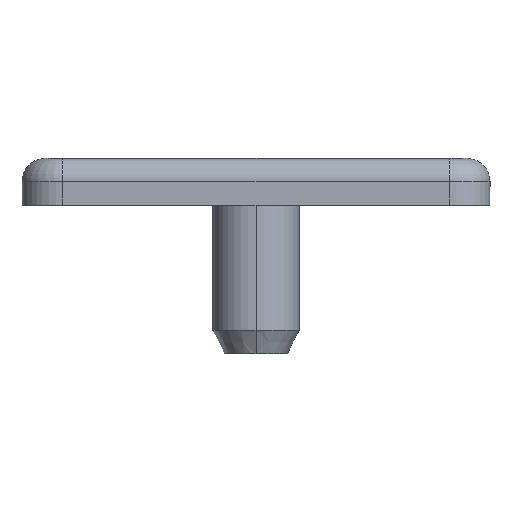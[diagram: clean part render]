
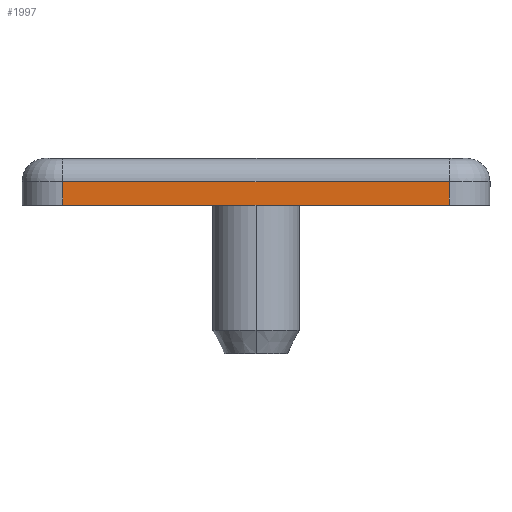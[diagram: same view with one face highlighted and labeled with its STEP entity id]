
A CAD part, left-side view. The second image highlights one B-rep face of the part: STEP entity #1997.
In plain terms, the highlighted planar face has unit normal (-1, 0, 0).
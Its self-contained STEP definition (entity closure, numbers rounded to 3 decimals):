
#33 = ORIENTED_EDGE ( 'NONE', *, *, #1645, .T. ) ;
#122 = DIRECTION ( 'NONE',  ( 0., 0., 1. ) ) ;
#127 = LINE ( 'NONE', #1711, #729 ) ;
#226 = CARTESIAN_POINT ( 'NONE',  ( -40., -16.5, 4. ) ) ;
#291 = LINE ( 'NONE', #630, #346 ) ;
#292 = CARTESIAN_POINT ( 'NONE',  ( -40., -16.5, 2. ) ) ;
#314 = LINE ( 'NONE', #448, #1964 ) ;
#346 = VECTOR ( 'NONE', #452, 1000. ) ;
#403 = EDGE_CURVE ( 'NONE', #1277, #986, #127, .T. ) ;
#441 = FACE_OUTER_BOUND ( 'NONE', #822, .T. ) ;
#448 = CARTESIAN_POINT ( 'NONE',  ( -40., -16.5, 4. ) ) ;
#452 = DIRECTION ( 'NONE',  ( 0., -1., 0. ) ) ;
#507 = VERTEX_POINT ( 'NONE', #292 ) ;
#543 = DIRECTION ( 'NONE',  ( 0., -1., 0. ) ) ;
#569 = CARTESIAN_POINT ( 'NONE',  ( -40., -16.5, 0. ) ) ;
#594 = AXIS2_PLACEMENT_3D ( 'NONE', #226, #1857, #1665 ) ;
#630 = CARTESIAN_POINT ( 'NONE',  ( -40., -16.5, 2. ) ) ;
#729 = VECTOR ( 'NONE', #122, 1000. ) ;
#822 = EDGE_LOOP ( 'NONE', ( #1716, #1171, #33, #2042 ) ) ;
#858 = LINE ( 'NONE', #569, #1428 ) ;
#986 = VERTEX_POINT ( 'NONE', #1027 ) ;
#1027 = CARTESIAN_POINT ( 'NONE',  ( -40., 16.5, 2. ) ) ;
#1171 = ORIENTED_EDGE ( 'NONE', *, *, #403, .F. ) ;
#1172 = PLANE ( 'NONE',  #594 ) ;
#1205 = EDGE_CURVE ( 'NONE', #986, #507, #291, .T. ) ;
#1277 = VERTEX_POINT ( 'NONE', #1599 ) ;
#1332 = CARTESIAN_POINT ( 'NONE',  ( -40., -16.5, 0. ) ) ;
#1428 = VECTOR ( 'NONE', #543, 1000. ) ;
#1599 = CARTESIAN_POINT ( 'NONE',  ( -40., 16.5, 0. ) ) ;
#1645 = EDGE_CURVE ( 'NONE', #1277, #1887, #858, .T. ) ;
#1665 = DIRECTION ( 'NONE',  ( 0., 0., -1. ) ) ;
#1711 = CARTESIAN_POINT ( 'NONE',  ( -40., 16.5, 4. ) ) ;
#1716 = ORIENTED_EDGE ( 'NONE', *, *, #1205, .F. ) ;
#1741 = EDGE_CURVE ( 'NONE', #507, #1887, #314, .T. ) ;
#1857 = DIRECTION ( 'NONE',  ( 1., 0., 0. ) ) ;
#1887 = VERTEX_POINT ( 'NONE', #1332 ) ;
#1889 = DIRECTION ( 'NONE',  ( 0., 0., -1. ) ) ;
#1964 = VECTOR ( 'NONE', #1889, 1000. ) ;
#1997 = ADVANCED_FACE ( 'NONE', ( #441 ), #1172, .F. ) ;
#2042 = ORIENTED_EDGE ( 'NONE', *, *, #1741, .F. ) ;
